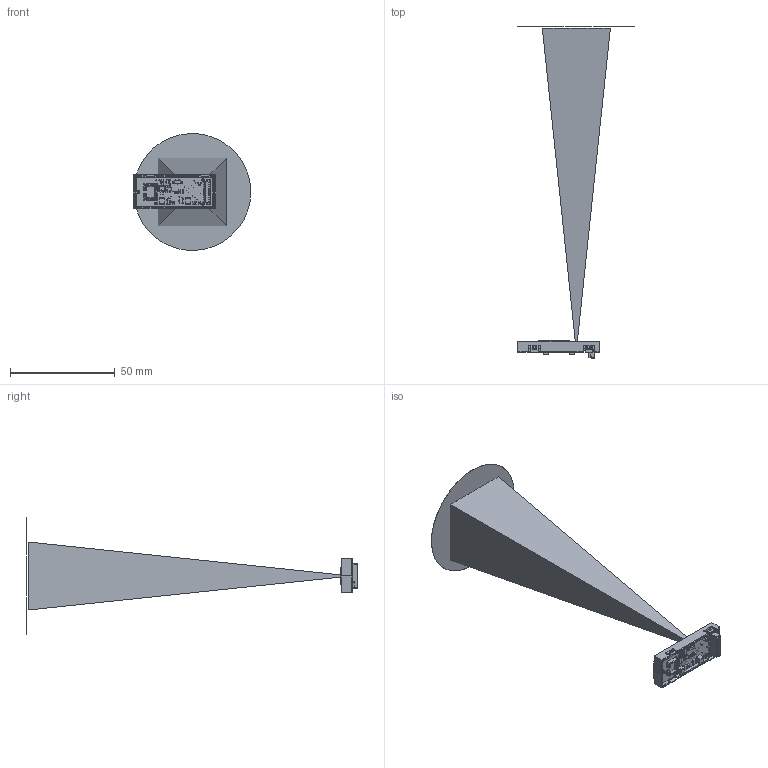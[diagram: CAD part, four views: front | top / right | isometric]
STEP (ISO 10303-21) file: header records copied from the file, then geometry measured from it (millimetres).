
FILE_DESCRIPTION (( 'STEP AP214' ), '1' );
FILE_NAME ('P100_499_TOFframe_611.STEP', '2018-08-03T06:04:12', ( '' ), ( '' ), 'SwSTEP 2.0', 'SolidWorks 2017', '' );
FILE_SCHEMA (( 'AUTOMOTIVE_DESIGN' ));
Length unit declared in the file: millimetre
Products named in the file (15): P300_169_Label_A4_18x8_white_paper_mat; FOV_12°_Medium range; FOV_12ｰ; P300_502_Aperture_TOFframe_611; P300 466 Lens epc611; P100_480_SMD_TOFrange_611; Illumination_surface_Medium range; P100_267_epc-bp860-8.0x8.0; Illumination_surface; P300_169_Label_A4_18x8_white_paper_mat_cut; P100_499_TOFframe_611
Assembly tree (7 placements, depth 2):
  P300_169_Label_A4_18x8_white_paper_mat
  FOV_12ｰ
  P300 466 Lens epc611
  P100_480_SMD_TOFrange_611
  P100_267_epc-bp860-8.0x8.0
Bounding box: 56.29 x 158.78 x 55.99 mm (x, y, z)
Volume: 55927.2 mm3; surface area: 21352.3 mm2
Topology: 5 solids, 133 shells, 6625 faces, 15782 edges, 8724 vertices
Faces by surface type: plane 2584, bspline 2024, cylinder 1978, cone 33, sphere 4, torus 2
Entity records: 295851 total; most frequent: CARTESIAN_POINT 92207, ORIENTED_EDGE 29792, DIRECTION 25103, EDGE_CURVE 14914, LINE 8975, VECTOR 8975, VERTEX_POINT 8724, AXIS2_PLACEMENT_3D 8064
